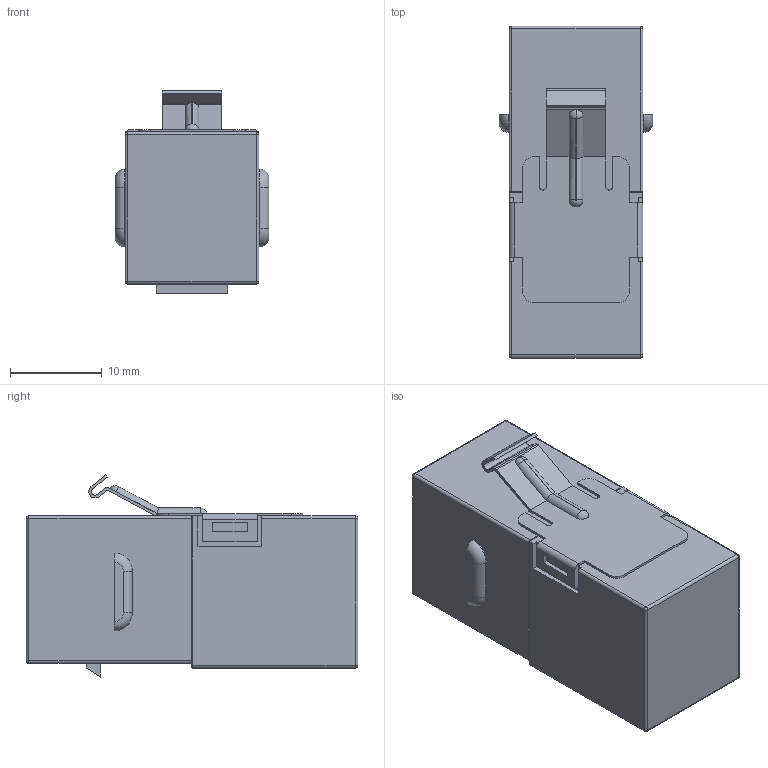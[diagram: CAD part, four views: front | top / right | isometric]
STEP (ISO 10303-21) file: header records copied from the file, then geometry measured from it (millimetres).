
FILE_DESCRIPTION (( 'STEP AP214' ), '1' );
FILE_NAME ('TDG1026KCS-R6_3D.STEP', '2023-02-15T20:10:50', ( '' ), ( '' ), 'SwSTEP 2.0', 'SolidWorks 2022', '' );
FILE_SCHEMA (( 'AUTOMOTIVE_DESIGN' ));
Length unit declared in the file: millimetre
Products named in the file (1): TDG1026KCS-R6_3D
Bounding box: 16.8 x 36.2 x 22.08 mm (x, y, z)
Volume: 6782.9 mm3; surface area: 4055.5 mm2
Topology: 1 solids, 1 shells, 345 faces, 945 edges, 612 vertices
Faces by surface type: plane 172, bspline 118, cylinder 40, sphere 8, torus 7
Entity records: 17743 total; most frequent: CARTESIAN_POINT 7347, ORIENTED_EDGE 1874, DIRECTION 1312, EDGE_CURVE 937, VERTEX_POINT 612, VECTOR 606, LINE 606, EDGE_LOOP 397
